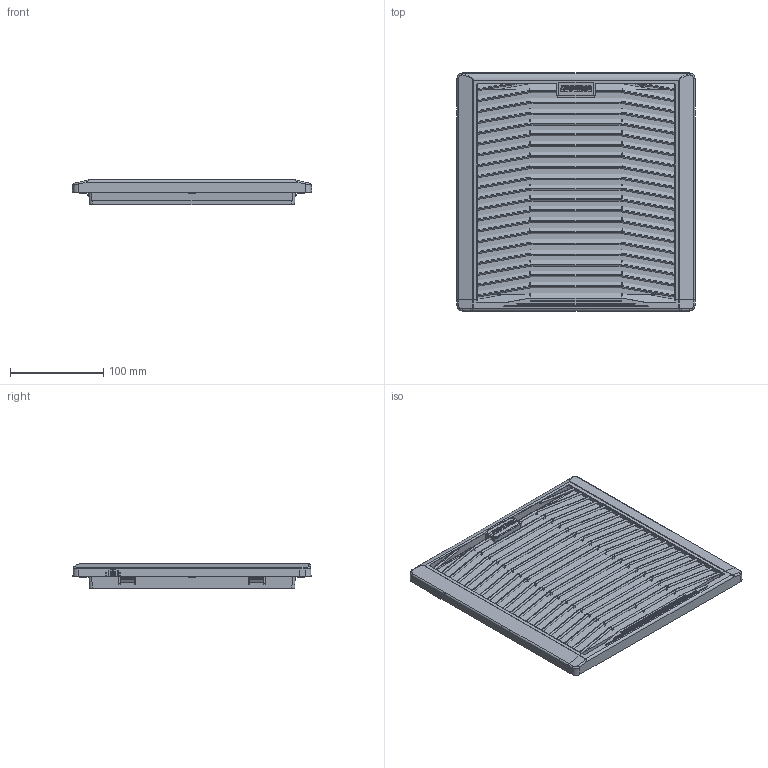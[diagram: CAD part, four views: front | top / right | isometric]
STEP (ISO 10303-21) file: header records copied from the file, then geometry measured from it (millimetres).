
FILE_DESCRIPTION(/* description */ (''),/* implementation_level */ '2;1');
FILE_NAME(/* name */ 'KIPVENT-400.01.300 Выпускная решётка в сборе.stp',/* time_stamp */ '2021-09-28T17:59:30+07:00',/* author */ ('YURY_'),/* organization */ (''),/* preprocessor_version */ 'ST-DEVELOPER v17.2',/* originating_system */ 'Autodesk Inventor 2019',/* authorisation */ '');
FILE_SCHEMA (('AUTOMOTIVE_DESIGN { 1 0 10303 214 3 1 1 }'));
Products named in the file (5): KIPVENT-400.01.300 Выпускная решётка 
в сборе; KIPVENT-400.01.300 Корпус; KIPVENT-400.01.300 Решётка; KIPVENT-400.01.300 Крышка; KIPVENT-400.01.300 Фильтр
Assembly tree (4 placements, depth 2):
  KIPVENT-400.01.300 Выпускная решётка 
в сборе
    KIPVENT-400.01.300 Корпус
    KIPVENT-400.01.300 Решётка
    KIPVENT-400.01.300 Крышка
    KIPVENT-400.01.300 Фильтр
Bounding box: 256.4 x 255 x 27.4 mm (x, y, z)
Volume: 1143613.3 mm3; surface area: 440408.1 mm2
Topology: 4 solids, 4 shells, 4479 faces, 11949 edges, 7491 vertices
Faces by surface type: plane 2847, cylinder 704, bspline 558, torus 212, cone 142, sphere 16
Full cylindrical faces by diameter (mm): 3 x6, 3.242 x28, 4.5 x22, 4.8 x8, 5.8 x28
Entity records: 151305 total; most frequent: CARTESIAN_POINT 40179, ORIENTED_EDGE 23894, DIRECTION 21909, EDGE_CURVE 11947, LINE 8079, VECTOR 8079, VERTEX_POINT 7491, AXIS2_PLACEMENT_3D 6915
